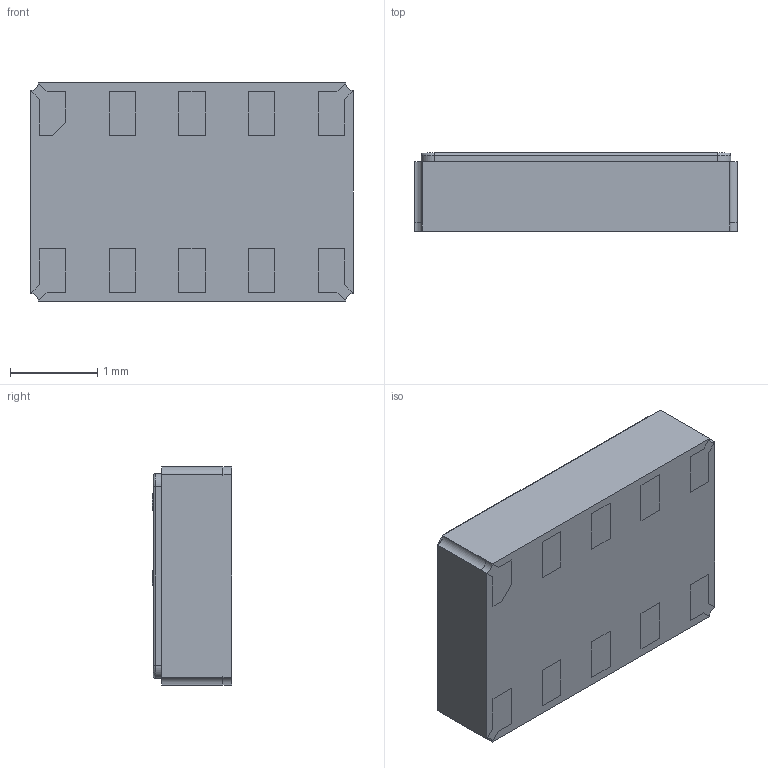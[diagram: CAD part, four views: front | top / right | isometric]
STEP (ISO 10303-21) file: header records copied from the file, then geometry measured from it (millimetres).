
FILE_DESCRIPTION (( 'STEP AP214' ), '1' );
FILE_NAME ('AB-RTCMC-32.768kHz-IBO5-S3.STEP', '2015-11-11T10:27:22', ( 'STR' ), ( '' ), 'SwSTEP 2.0', 'SolidWorks 2012', '' );
FILE_SCHEMA (( 'AUTOMOTIVE_DESIGN' ));
Length unit declared in the file: millimetre
Products named in the file (1): AB-RTCMC-32.768kHz-IBO5-S3
Bounding box: 3.7 x 0.91 x 2.5 mm (x, y, z)
Volume: 8.2 mm3; surface area: 52.4 mm2
Topology: 12 solids, 12 shells, 479 faces, 1221 edges, 809 vertices
Faces by surface type: plane 322, bspline 136, cylinder 17, torus 4
Full cylindrical faces by diameter (mm): 0.2 x1
Entity records: 26036 total; most frequent: CARTESIAN_POINT 10891, ORIENTED_EDGE 2438, DIRECTION 1673, EDGE_CURVE 1219, LINE 909, VECTOR 909, VERTEX_POINT 808, EDGE_LOOP 523
